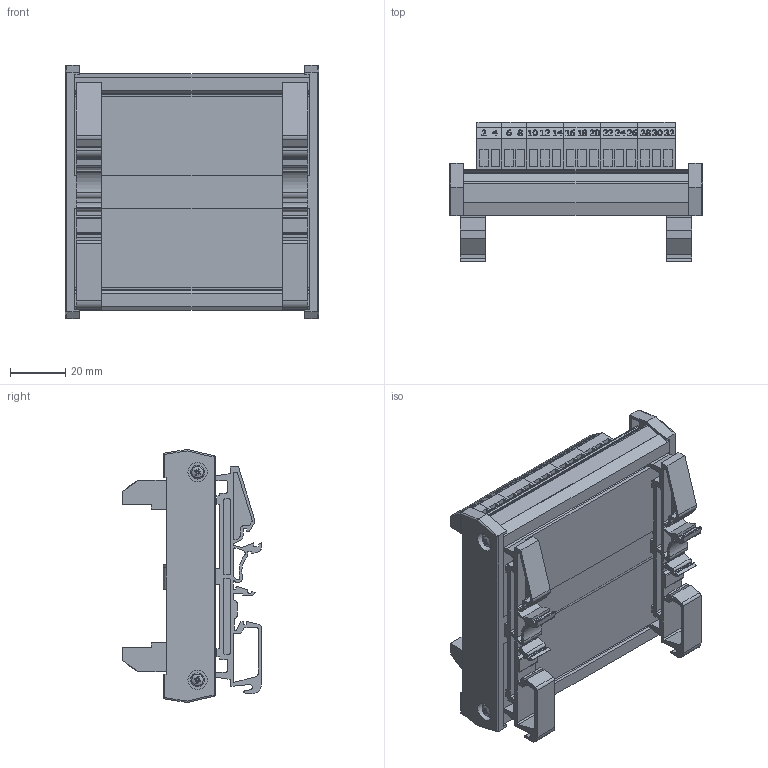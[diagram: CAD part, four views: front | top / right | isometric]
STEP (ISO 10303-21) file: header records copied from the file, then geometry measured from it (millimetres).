
FILE_DESCRIPTION((''),'2;1');
FILE_NAME('8973_3.stp','2013-07-03T11:27:27',('roland'),(''),'Autodesk Inventor 2013','Autodesk Inventor 2013','');
FILE_SCHEMA(('CONFIG_CONTROL_DESIGN'));
Length unit declared in the file: millimetre
Products named in the file (11): 3A Diodel 16; 16 plate; 2 hole green; 3 hole green; 16diodes; BASE SIDE; BASE LEGS; BS EN ISO 7045 Z - Metric M2.5 x 10 - 4.8 - Z; 16 lable1; 16 lable2; diode long 3A
Assembly tree (40 placements, depth 2):
  3A Diodel 16
    16 plate
    2 hole green  x4
    3 hole green  x8
    16diodes
    BASE SIDE  x2
    BASE LEGS  x2
    BS EN ISO 7045 Z - Metric M2.5 x 10 - 4.8 - Z  x4
    16 lable1
    16 lable2
    diode long 3A  x16
Bounding box: 92 x 50.69 x 91.98 mm (x, y, z)
Volume: 66189.5 mm3; surface area: 87834.1 mm2
Topology: 40 solids, 40 shells, 2578 faces, 6755 edges, 4358 vertices
Faces by surface type: plane 1401, bspline 560, cylinder 497, cone 64, sphere 36, torus 20
Full cylindrical faces by diameter (mm): 0.68 x64, 0.686 x16, 1 x96, 1.3 x32, 2.256 x4, 2.5 x4, 3.2 x4, 3.75 x32, 4.49 x16, 4.5 x16, 7 x4, 9 x4
Entity records: 56198 total; most frequent: CARTESIAN_POINT 16462, ORIENTED_EDGE 8854, DIRECTION 6263, EDGE_CURVE 4427, VERTEX_POINT 3044, VECTOR 2741, LINE 2741, EDGE_LOOP 2173
